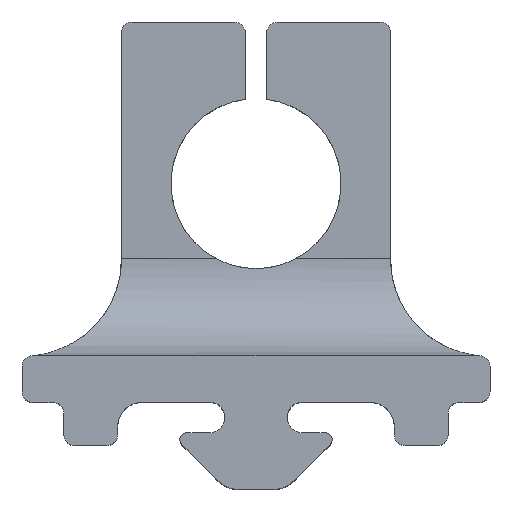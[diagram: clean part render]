
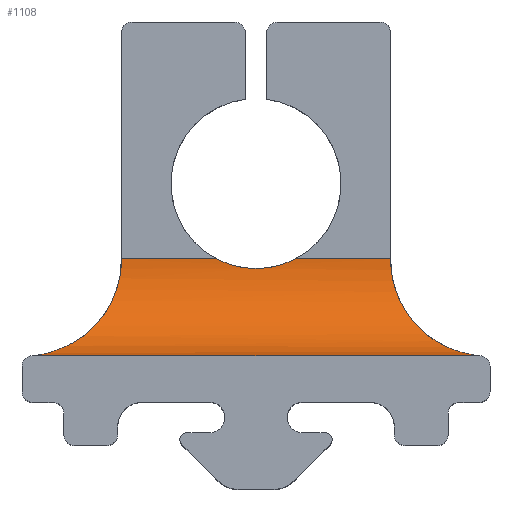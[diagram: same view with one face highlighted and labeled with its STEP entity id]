
A CAD part, top view. The second image highlights one B-rep face of the part: STEP entity #1108.
In plain terms, the highlighted cylindrical face has radius 9 mm (diameter 18 mm), a partial arc.
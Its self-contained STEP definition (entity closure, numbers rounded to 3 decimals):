
#53=CIRCLE('',#1187,9.);
#54=CIRCLE('',#1188,9.);
#111=FACE_OUTER_BOUND('',#171,.T.);
#171=EDGE_LOOP('',(#761,#762,#763,#764,#765,#766,#767,#768));
#234=B_SPLINE_CURVE_WITH_KNOTS('',3,(#1724,#1725,#1726,#1727,#1728,#1729,
#1730,#1731,#1732,#1733,#1734,#1735,#1736,#1737,#1738,#1739,#1740,#1741,
#1742,#1743),.UNSPECIFIED.,.F.,.F.,(4,2,2,2,2,2,2,2,2,4),(0.,0.034,
0.067,0.135,0.269,0.539,1.077,
1.431,1.609,1.748),.UNSPECIFIED.);
#235=B_SPLINE_CURVE_WITH_KNOTS('',3,(#1763,#1764,#1765,#1766,#1767,#1768,
#1769,#1770,#1771,#1772,#1773,#1774,#1775,#1776,#1777,#1778,#1779,#1780,
#1781,#1782),.UNSPECIFIED.,.F.,.F.,(4,2,2,2,2,2,2,2,2,4),(12.161,
12.3,12.477,12.831,13.37,13.639,
13.773,13.841,13.874,13.908),
 .UNSPECIFIED.);
#236=B_SPLINE_CURVE_WITH_KNOTS('',3,(#1787,#1788,#1789,#1790,#1791,#1792,
#1793,#1794,#1795,#1796),.UNSPECIFIED.,.F.,.F.,(4,2,2,2,4),(3.414,
3.588,3.787,3.987,4.161),
 .UNSPECIFIED.);
#241=LINE('',#1751,#345);
#247=LINE('',#1798,#351);
#248=LINE('',#1802,#352);
#345=VECTOR('',#1316,10.);
#351=VECTOR('',#1328,10.);
#352=VECTOR('',#1333,10.);
#457=VERTEX_POINT('',#1722);
#458=VERTEX_POINT('',#1723);
#461=VERTEX_POINT('',#1750);
#466=VERTEX_POINT('',#1761);
#467=VERTEX_POINT('',#1785);
#468=VERTEX_POINT('',#1786);
#469=VERTEX_POINT('',#1797);
#470=VERTEX_POINT('',#1800);
#573=EDGE_CURVE('',#457,#458,#234,.T.);
#577=EDGE_CURVE('',#457,#461,#241,.T.);
#583=EDGE_CURVE('',#461,#466,#235,.F.);
#585=EDGE_CURVE('',#467,#468,#236,.F.);
#586=EDGE_CURVE('',#467,#469,#247,.T.);
#587=EDGE_CURVE('',#469,#458,#53,.T.);
#588=EDGE_CURVE('',#466,#470,#54,.T.);
#589=EDGE_CURVE('',#470,#468,#248,.T.);
#761=ORIENTED_EDGE('',*,*,#585,.F.);
#762=ORIENTED_EDGE('',*,*,#586,.T.);
#763=ORIENTED_EDGE('',*,*,#587,.T.);
#764=ORIENTED_EDGE('',*,*,#573,.F.);
#765=ORIENTED_EDGE('',*,*,#577,.T.);
#766=ORIENTED_EDGE('',*,*,#583,.T.);
#767=ORIENTED_EDGE('',*,*,#588,.T.);
#768=ORIENTED_EDGE('',*,*,#589,.T.);
#1077=CYLINDRICAL_SURFACE('',#1186,9.);
#1108=ADVANCED_FACE('',(#111),#1077,.F.);
#1186=AXIS2_PLACEMENT_3D('',#1784,#1326,#1327);
#1187=AXIS2_PLACEMENT_3D('',#1799,#1329,#1330);
#1188=AXIS2_PLACEMENT_3D('',#1801,#1331,#1332);
#1316=DIRECTION('',(1.,0.,0.));
#1326=DIRECTION('center_axis',(-1.,0.,0.));
#1327=DIRECTION('ref_axis',(0.,-0.707,-0.707));
#1328=DIRECTION('',(-1.,0.,0.));
#1329=DIRECTION('center_axis',(-1.,0.,0.));
#1330=DIRECTION('ref_axis',(0.,-0.707,-0.707));
#1331=DIRECTION('center_axis',(1.,0.,0.));
#1332=DIRECTION('ref_axis',(0.,-0.707,-0.707));
#1333=DIRECTION('',(-1.,0.,0.));
#1722=CARTESIAN_POINT('',(-20.737,17.175,15.));
#1723=CARTESIAN_POINT('',(-12.5,26.143,6.));
#1724=CARTESIAN_POINT('Ctrl Pts',(-20.737,17.175,15.));
#1725=CARTESIAN_POINT('Ctrl Pts',(-20.737,17.175,14.888));
#1726=CARTESIAN_POINT('Ctrl Pts',(-20.713,17.177,14.794));
#1727=CARTESIAN_POINT('Ctrl Pts',(-20.652,17.183,14.622));
#1728=CARTESIAN_POINT('Ctrl Pts',(-20.614,17.186,14.545));
#1729=CARTESIAN_POINT('Ctrl Pts',(-20.488,17.199,14.324));
#1730=CARTESIAN_POINT('Ctrl Pts',(-20.392,17.21,14.191));
#1731=CARTESIAN_POINT('Ctrl Pts',(-20.083,17.252,13.792));
#1732=CARTESIAN_POINT('Ctrl Pts',(-19.854,17.291,13.536));
#1733=CARTESIAN_POINT('Ctrl Pts',(-19.12,17.448,12.731));
#1734=CARTESIAN_POINT('Ctrl Pts',(-18.574,17.61,12.167));
#1735=CARTESIAN_POINT('Ctrl Pts',(-16.89,18.318,10.438));
#1736=CARTESIAN_POINT('Ctrl Pts',(-15.691,19.107,9.229));
#1737=CARTESIAN_POINT('Ctrl Pts',(-14.063,20.979,7.585));
#1738=CARTESIAN_POINT('Ctrl Pts',(-13.457,21.939,6.974));
#1739=CARTESIAN_POINT('Ctrl Pts',(-12.854,23.576,6.364));
#1740=CARTESIAN_POINT('Ctrl Pts',(-12.702,24.154,6.21));
#1741=CARTESIAN_POINT('Ctrl Pts',(-12.537,25.207,6.04));
#1742=CARTESIAN_POINT('Ctrl Pts',(-12.5,25.677,6.002));
#1743=CARTESIAN_POINT('Ctrl Pts',(-12.5,26.143,6.));
#1750=CARTESIAN_POINT('',(20.737,17.175,15.));
#1751=CARTESIAN_POINT('',(4.618,17.175,15.));
#1761=CARTESIAN_POINT('',(12.5,26.143,6.));
#1763=CARTESIAN_POINT('Ctrl Pts',(12.5,26.143,6.));
#1764=CARTESIAN_POINT('Ctrl Pts',(12.5,25.677,6.002));
#1765=CARTESIAN_POINT('Ctrl Pts',(12.537,25.207,6.04));
#1766=CARTESIAN_POINT('Ctrl Pts',(12.702,24.154,6.21));
#1767=CARTESIAN_POINT('Ctrl Pts',(12.854,23.576,6.364));
#1768=CARTESIAN_POINT('Ctrl Pts',(13.457,21.939,6.974));
#1769=CARTESIAN_POINT('Ctrl Pts',(14.063,20.979,7.585));
#1770=CARTESIAN_POINT('Ctrl Pts',(15.691,19.107,9.229));
#1771=CARTESIAN_POINT('Ctrl Pts',(16.89,18.318,10.438));
#1772=CARTESIAN_POINT('Ctrl Pts',(18.574,17.61,12.167));
#1773=CARTESIAN_POINT('Ctrl Pts',(19.12,17.448,12.731));
#1774=CARTESIAN_POINT('Ctrl Pts',(19.854,17.291,13.536));
#1775=CARTESIAN_POINT('Ctrl Pts',(20.083,17.252,13.792));
#1776=CARTESIAN_POINT('Ctrl Pts',(20.392,17.21,14.191));
#1777=CARTESIAN_POINT('Ctrl Pts',(20.488,17.199,14.324));
#1778=CARTESIAN_POINT('Ctrl Pts',(20.614,17.186,14.545));
#1779=CARTESIAN_POINT('Ctrl Pts',(20.652,17.183,14.622));
#1780=CARTESIAN_POINT('Ctrl Pts',(20.713,17.177,14.794));
#1781=CARTESIAN_POINT('Ctrl Pts',(20.737,17.175,14.888));
#1782=CARTESIAN_POINT('Ctrl Pts',(20.737,17.175,15.));
#1784=CARTESIAN_POINT('Origin',(4.618,26.175,15.));
#1785=CARTESIAN_POINT('',(-3.662,26.175,6.));
#1786=CARTESIAN_POINT('',(3.662,26.175,6.));
#1787=CARTESIAN_POINT('Ctrl Pts',(3.662,26.175,6.));
#1788=CARTESIAN_POINT('Ctrl Pts',(3.135,25.899,6.));
#1789=CARTESIAN_POINT('Ctrl Pts',(2.575,25.683,6.012));
#1790=CARTESIAN_POINT('Ctrl Pts',(1.342,25.36,6.035));
#1791=CARTESIAN_POINT('Ctrl Pts',(0.665,25.275,6.045));
#1792=CARTESIAN_POINT('Ctrl Pts',(-0.665,25.275,6.045));
#1793=CARTESIAN_POINT('Ctrl Pts',(-1.342,25.36,6.035));
#1794=CARTESIAN_POINT('Ctrl Pts',(-2.575,25.683,6.012));
#1795=CARTESIAN_POINT('Ctrl Pts',(-3.135,25.899,6.));
#1796=CARTESIAN_POINT('Ctrl Pts',(-3.662,26.175,6.));
#1797=CARTESIAN_POINT('',(-12.5,26.175,6.));
#1798=CARTESIAN_POINT('',(4.618,26.175,6.));
#1799=CARTESIAN_POINT('Origin',(-12.5,26.175,15.));
#1800=CARTESIAN_POINT('',(12.5,26.175,6.));
#1801=CARTESIAN_POINT('Origin',(12.5,26.175,15.));
#1802=CARTESIAN_POINT('',(4.618,26.175,6.));
